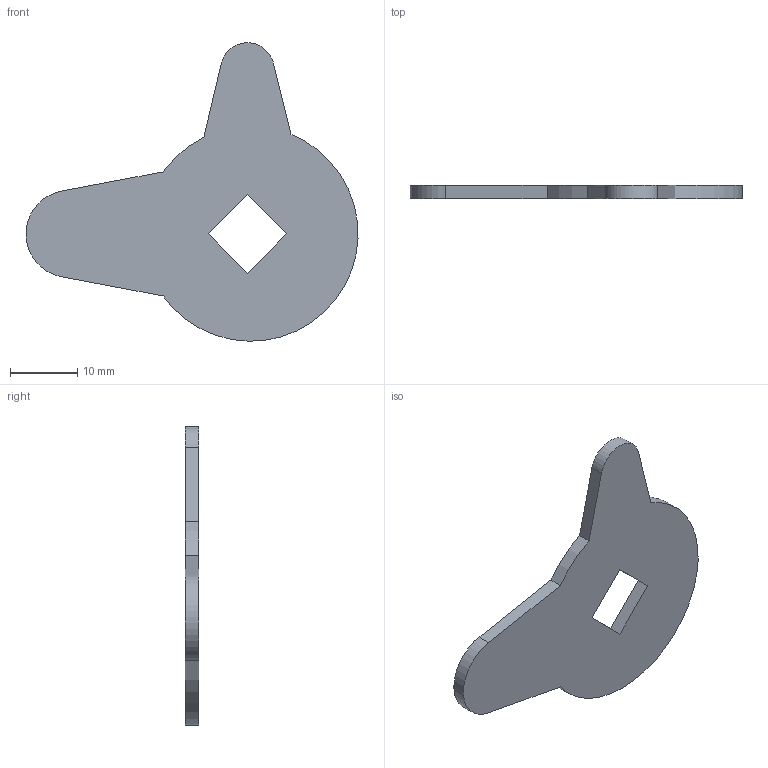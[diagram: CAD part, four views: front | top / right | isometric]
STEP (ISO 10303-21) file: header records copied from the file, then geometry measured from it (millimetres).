
FILE_DESCRIPTION((''),'2;1');
FILE_NAME('','2005-10-12T14:37:52',(''),(''),'','CADfix','');
FILE_SCHEMA(('AUTOMOTIVE_DESIGN'));
Length unit declared in the file: millimetre
Products named in the file (1): cam
Bounding box: 49.49 x 2 x 44.49 mm (x, y, z)
Volume: 2208.2 mm3; surface area: 2573 mm2
Topology: 1 solids, 1 shells, 14 faces, 36 edges, 24 vertices
Faces by surface type: bspline 14
Entity records: 435 total; most frequent: CARTESIAN_POINT 197, ORIENTED_EDGE 72, EDGE_CURVE 36, QUASI_UNIFORM_CURVE 28, VERTEX_POINT 24, EDGE_LOOP 16, FACE_OUTER_BOUND 14, ADVANCED_FACE 14
